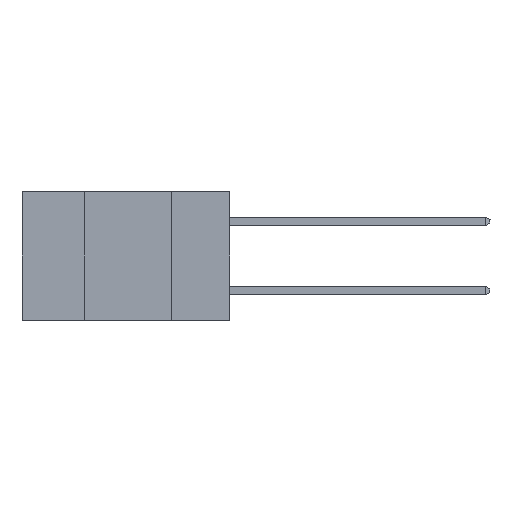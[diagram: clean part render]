
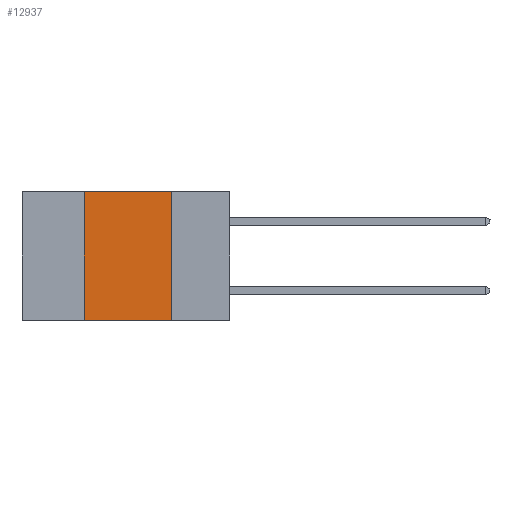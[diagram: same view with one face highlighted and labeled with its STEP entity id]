
A CAD part, left-side view. The second image highlights one B-rep face of the part: STEP entity #12937.
In plain terms, the highlighted planar face has unit normal (-1, 0, 0).
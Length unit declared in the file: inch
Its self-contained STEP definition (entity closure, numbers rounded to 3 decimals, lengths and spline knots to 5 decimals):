
#354 = CARTESIAN_POINT ( 'NONE',  ( 0., 0.42, 0. ) ) ;
#999 = ORIENTED_EDGE ( 'NONE', *, *, #15675, .F. ) ;
#1143 = CARTESIAN_POINT ( 'NONE',  ( 0., 0.6, 0. ) ) ;
#1171 = DIRECTION ( 'NONE',  ( 0., 0., -1. ) ) ;
#1728 = VERTEX_POINT ( 'NONE', #10305 ) ;
#3702 = CARTESIAN_POINT ( 'NONE',  ( 0., 0.42, -0.37 ) ) ;
#4174 = EDGE_CURVE ( 'NONE', #10183, #4866, #7291, .T. ) ;
#4272 = CARTESIAN_POINT ( 'NONE',  ( 0., 0.6, -0.37 ) ) ;
#4677 = EDGE_CURVE ( 'NONE', #10183, #7372, #13643, .T. ) ;
#4866 = VERTEX_POINT ( 'NONE', #354 ) ;
#4905 = ORIENTED_EDGE ( 'NONE', *, *, #4174, .F. ) ;
#5226 = DIRECTION ( 'NONE',  ( 0., 0., -1. ) ) ;
#5655 = ORIENTED_EDGE ( 'NONE', *, *, #4677, .T. ) ;
#5784 = VECTOR ( 'NONE', #11626, 39.37008 ) ;
#6924 = EDGE_LOOP ( 'NONE', ( #8699, #999, #4905, #5655 ) ) ;
#7291 = LINE ( 'NONE', #8560, #5784 ) ;
#7372 = VERTEX_POINT ( 'NONE', #15293 ) ;
#7868 = VECTOR ( 'NONE', #1171, 39.37008 ) ;
#8560 = CARTESIAN_POINT ( 'NONE',  ( 0., 0.42, -0.37 ) ) ;
#8699 = ORIENTED_EDGE ( 'NONE', *, *, #14579, .F. ) ;
#8762 = VECTOR ( 'NONE', #11952, 39.37008 ) ;
#9824 = DIRECTION ( 'NONE',  ( 0., -1., 0. ) ) ;
#10183 = VERTEX_POINT ( 'NONE', #3702 ) ;
#10305 = CARTESIAN_POINT ( 'NONE',  ( 0., 0.17, 0. ) ) ;
#10494 = CARTESIAN_POINT ( 'NONE',  ( 0., 0.6, 0. ) ) ;
#11626 = DIRECTION ( 'NONE',  ( 0., 0., 1. ) ) ;
#11952 = DIRECTION ( 'NONE',  ( 0., -1., 0. ) ) ;
#12937 = ADVANCED_FACE ( 'NONE', ( #14580 ), #14850, .F. ) ;
#13089 = LINE ( 'NONE', #13625, #7868 ) ;
#13397 = DIRECTION ( 'NONE',  ( 1., 0., 0. ) ) ;
#13625 = CARTESIAN_POINT ( 'NONE',  ( 0., 0.17, -0.37 ) ) ;
#13643 = LINE ( 'NONE', #4272, #13909 ) ;
#13684 = LINE ( 'NONE', #1143, #8762 ) ;
#13696 = AXIS2_PLACEMENT_3D ( 'NONE', #10494, #13397, #5226 ) ;
#13909 = VECTOR ( 'NONE', #9824, 39.37008 ) ;
#14579 = EDGE_CURVE ( 'NONE', #1728, #7372, #13089, .T. ) ;
#14580 = FACE_OUTER_BOUND ( 'NONE', #6924, .T. ) ;
#14850 = PLANE ( 'NONE',  #13696 ) ;
#15293 = CARTESIAN_POINT ( 'NONE',  ( 0., 0.17, -0.37 ) ) ;
#15675 = EDGE_CURVE ( 'NONE', #4866, #1728, #13684, .T. ) ;
